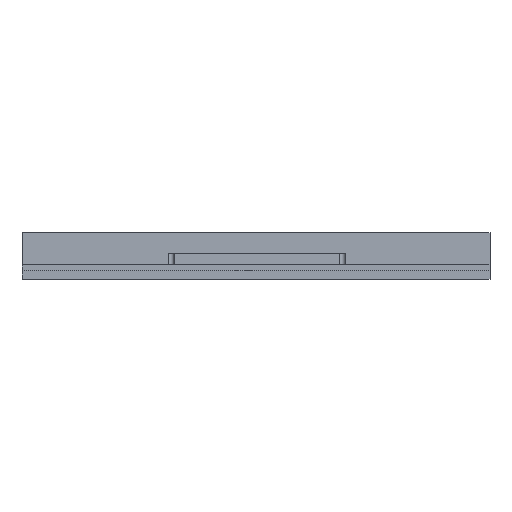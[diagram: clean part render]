
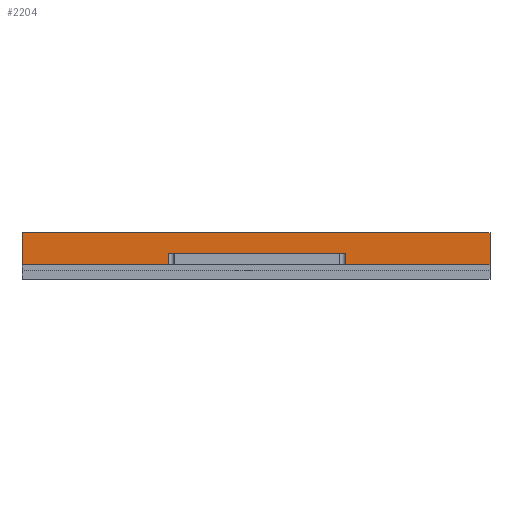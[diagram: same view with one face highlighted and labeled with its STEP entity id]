
A CAD part, front view. The second image highlights one B-rep face of the part: STEP entity #2204.
In plain terms, the highlighted planar face has unit normal (0, -1, 0).
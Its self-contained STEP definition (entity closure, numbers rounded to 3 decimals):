
#93 = VERTEX_POINT ( 'NONE', #3140 ) ;
#99 = EDGE_CURVE ( 'NONE', #3550, #2950, #683, .T. ) ;
#112 = VECTOR ( 'NONE', #1049, 1000. ) ;
#213 = ORIENTED_EDGE ( 'NONE', *, *, #703, .T. ) ;
#226 = VERTEX_POINT ( 'NONE', #2387 ) ;
#275 = VERTEX_POINT ( 'NONE', #1806 ) ;
#328 = CARTESIAN_POINT ( 'NONE',  ( 80., -38., 8. ) ) ;
#378 = VERTEX_POINT ( 'NONE', #1214 ) ;
#449 = VECTOR ( 'NONE', #1258, 1000. ) ;
#492 = DIRECTION ( 'NONE',  ( 0., 0., -1. ) ) ;
#505 = ORIENTED_EDGE ( 'NONE', *, *, #856, .T. ) ;
#529 = LINE ( 'NONE', #723, #2019 ) ;
#545 = ORIENTED_EDGE ( 'NONE', *, *, #1571, .T. ) ;
#601 = VECTOR ( 'NONE', #2775, 1000. ) ;
#666 = CARTESIAN_POINT ( 'NONE',  ( 0., -38., 8. ) ) ;
#683 = LINE ( 'NONE', #751, #112 ) ;
#702 = ORIENTED_EDGE ( 'NONE', *, *, #3261, .F. ) ;
#703 = EDGE_CURVE ( 'NONE', #953, #1790, #3338, .T. ) ;
#723 = CARTESIAN_POINT ( 'NONE',  ( 0., -38., 2.5 ) ) ;
#751 = CARTESIAN_POINT ( 'NONE',  ( 55.248, -38., 4.5 ) ) ;
#773 = DIRECTION ( 'NONE',  ( 1., 0., 0. ) ) ;
#825 = PLANE ( 'NONE',  #1391 ) ;
#834 = LINE ( 'NONE', #1244, #601 ) ;
#856 = EDGE_CURVE ( 'NONE', #378, #953, #834, .T. ) ;
#953 = VERTEX_POINT ( 'NONE', #666 ) ;
#1049 = DIRECTION ( 'NONE',  ( 0., 0., -1. ) ) ;
#1214 = CARTESIAN_POINT ( 'NONE',  ( 80., -38., 8. ) ) ;
#1244 = CARTESIAN_POINT ( 'NONE',  ( 80., -38., 8. ) ) ;
#1258 = DIRECTION ( 'NONE',  ( 1., 0., 0. ) ) ;
#1272 = CARTESIAN_POINT ( 'NONE',  ( 55.248, -38., 2.5 ) ) ;
#1391 = AXIS2_PLACEMENT_3D ( 'NONE', #3529, #2333, #1730 ) ;
#1422 = VECTOR ( 'NONE', #773, 1000. ) ;
#1539 = LINE ( 'NONE', #2439, #449 ) ;
#1571 = EDGE_CURVE ( 'NONE', #226, #3550, #1539, .T. ) ;
#1572 = FACE_OUTER_BOUND ( 'NONE', #2008, .T. ) ;
#1584 = VECTOR ( 'NONE', #2924, 1000. ) ;
#1730 = DIRECTION ( 'NONE',  ( 1., 0., 0. ) ) ;
#1790 = VERTEX_POINT ( 'NONE', #3200 ) ;
#1806 = CARTESIAN_POINT ( 'NONE',  ( 25., -38., 2.5 ) ) ;
#1941 = LINE ( 'NONE', #328, #3323 ) ;
#2008 = EDGE_LOOP ( 'NONE', ( #2753, #702, #545, #2223, #3567, #2137, #505, #213 ) ) ;
#2019 = VECTOR ( 'NONE', #3746, 1000. ) ;
#2024 = LINE ( 'NONE', #2284, #3690 ) ;
#2031 = EDGE_CURVE ( 'NONE', #1790, #275, #3904, .T. ) ;
#2137 = ORIENTED_EDGE ( 'NONE', *, *, #2441, .F. ) ;
#2204 = ADVANCED_FACE ( 'NONE', ( #1572 ), #825, .T. ) ;
#2223 = ORIENTED_EDGE ( 'NONE', *, *, #99, .T. ) ;
#2284 = CARTESIAN_POINT ( 'NONE',  ( 25., -38., 4.5 ) ) ;
#2333 = DIRECTION ( 'NONE',  ( 0., -1., 0. ) ) ;
#2387 = CARTESIAN_POINT ( 'NONE',  ( 25., -38., 4.5 ) ) ;
#2439 = CARTESIAN_POINT ( 'NONE',  ( 25., -38., 4.5 ) ) ;
#2441 = EDGE_CURVE ( 'NONE', #378, #93, #1941, .T. ) ;
#2582 = EDGE_CURVE ( 'NONE', #2950, #93, #529, .T. ) ;
#2669 = CARTESIAN_POINT ( 'NONE',  ( 0., -38., 8. ) ) ;
#2706 = DIRECTION ( 'NONE',  ( 0., 0., -1. ) ) ;
#2753 = ORIENTED_EDGE ( 'NONE', *, *, #2031, .T. ) ;
#2775 = DIRECTION ( 'NONE',  ( -1., 0., 0. ) ) ;
#2924 = DIRECTION ( 'NONE',  ( 0., 0., -1. ) ) ;
#2950 = VERTEX_POINT ( 'NONE', #1272 ) ;
#3140 = CARTESIAN_POINT ( 'NONE',  ( 80., -38., 2.5 ) ) ;
#3153 = CARTESIAN_POINT ( 'NONE',  ( 0., -38., 2.5 ) ) ;
#3200 = CARTESIAN_POINT ( 'NONE',  ( 0., -38., 2.5 ) ) ;
#3261 = EDGE_CURVE ( 'NONE', #226, #275, #2024, .T. ) ;
#3323 = VECTOR ( 'NONE', #2706, 1000. ) ;
#3338 = LINE ( 'NONE', #2669, #1584 ) ;
#3529 = CARTESIAN_POINT ( 'NONE',  ( 80., -38., 8. ) ) ;
#3550 = VERTEX_POINT ( 'NONE', #3686 ) ;
#3567 = ORIENTED_EDGE ( 'NONE', *, *, #2582, .T. ) ;
#3686 = CARTESIAN_POINT ( 'NONE',  ( 55.248, -38., 4.5 ) ) ;
#3690 = VECTOR ( 'NONE', #492, 1000. ) ;
#3746 = DIRECTION ( 'NONE',  ( 1., 0., 0. ) ) ;
#3904 = LINE ( 'NONE', #3153, #1422 ) ;
